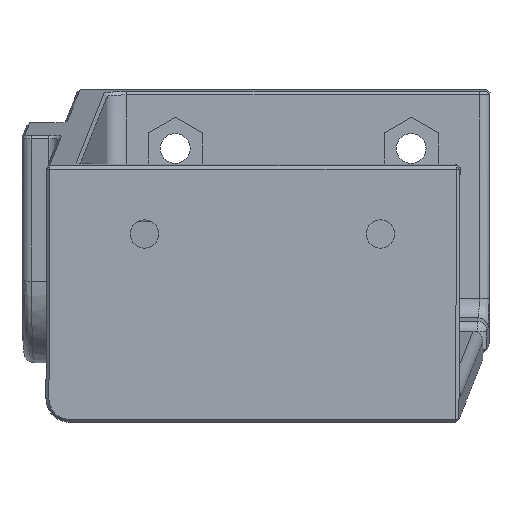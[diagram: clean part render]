
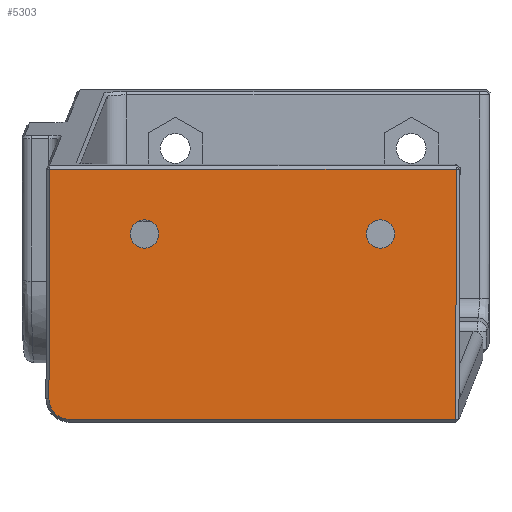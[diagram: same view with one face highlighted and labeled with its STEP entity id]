
A CAD part, front view. The second image highlights one B-rep face of the part: STEP entity #5303.
In plain terms, the highlighted planar face has unit normal (0, -1, 0).
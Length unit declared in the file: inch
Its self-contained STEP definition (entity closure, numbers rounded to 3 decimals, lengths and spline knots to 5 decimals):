
#82 = ORIENTED_EDGE ( 'NONE', *, *, #5608, .F. ) ;
#223 = ORIENTED_EDGE ( 'NONE', *, *, #8707, .T. ) ;
#456 = LINE ( 'NONE', #10406, #5697 ) ;
#586 = VERTEX_POINT ( 'NONE', #7169 ) ;
#776 = CIRCLE ( 'NONE', #10323, 0.09 ) ;
#909 = DIRECTION ( 'NONE',  ( -1., 0., 0. ) ) ;
#915 = CARTESIAN_POINT ( 'NONE',  ( 13.55148, 240.2, 127.83757 ) ) ;
#922 = VERTEX_POINT ( 'NONE', #7825 ) ;
#1194 = FACE_BOUND ( 'NONE', #3607, .T. ) ;
#1204 = CARTESIAN_POINT ( 'NONE',  ( 14.24891, 240.2, 128.88551 ) ) ;
#1221 = LINE ( 'NONE', #3706, #10557 ) ;
#1311 = EDGE_CURVE ( 'NONE', #5916, #2189, #9416, .T. ) ;
#1355 = DIRECTION ( 'NONE',  ( 0., 1., 0. ) ) ;
#1398 = DIRECTION ( 'NONE',  ( 1., 0., 0. ) ) ;
#1687 = CARTESIAN_POINT ( 'NONE',  ( 15.56891, 240.2, 128.88551 ) ) ;
#1710 = ORIENTED_EDGE ( 'NONE', *, *, #10174, .T. ) ;
#1711 = CIRCLE ( 'NONE', #7869, 0.09 ) ;
#1734 = LINE ( 'NONE', #6754, #4888 ) ;
#1795 = CIRCLE ( 'NONE', #5337, 0.09 ) ;
#1813 = VECTOR ( 'NONE', #6909, 39.37008 ) ;
#2107 = DIRECTION ( 'NONE',  ( 1., 0., 0. ) ) ;
#2136 = VERTEX_POINT ( 'NONE', #9762 ) ;
#2174 = ORIENTED_EDGE ( 'NONE', *, *, #2941, .F. ) ;
#2189 = VERTEX_POINT ( 'NONE', #8091 ) ;
#2388 = ORIENTED_EDGE ( 'NONE', *, *, #7304, .T. ) ;
#2408 = VERTEX_POINT ( 'NONE', #1687 ) ;
#2834 = DIRECTION ( 'NONE',  ( 0., 1., 0. ) ) ;
#2935 = CARTESIAN_POINT ( 'NONE',  ( 14.15891, 240.2, 128.88551 ) ) ;
#2941 = EDGE_CURVE ( 'NONE', #4274, #2136, #1221, .T. ) ;
#2966 = ORIENTED_EDGE ( 'NONE', *, *, #7530, .T. ) ;
#3150 = DIRECTION ( 'NONE',  ( 1., 0., 0. ) ) ;
#3193 = B_SPLINE_CURVE_WITH_KNOTS ( 'NONE', 3,
 ( #8584, #5010, #8361, #9316, #915 ),
 .UNSPECIFIED., .F., .F.,
 ( 4, 1, 4 ),
 ( 0., 0.00222, 0.00517 ),
 .UNSPECIFIED. ) ;
#3206 = CARTESIAN_POINT ( 'NONE',  ( 13.53477, 240.2, 129.31679 ) ) ;
#3556 = CARTESIAN_POINT ( 'NONE',  ( 13.55149, 240.2, 127.83831 ) ) ;
#3595 = CARTESIAN_POINT ( 'NONE',  ( 14.06891, 240.2, 128.88551 ) ) ;
#3607 = EDGE_LOOP ( 'NONE', ( #4237, #223 ) ) ;
#3655 = DIRECTION ( 'NONE',  ( 0., 1., 0. ) ) ;
#3706 = CARTESIAN_POINT ( 'NONE',  ( 13.53314, 240.2, 127.70691 ) ) ;
#4118 = VERTEX_POINT ( 'NONE', #7130 ) ;
#4237 = ORIENTED_EDGE ( 'NONE', *, *, #10116, .T. ) ;
#4274 = VERTEX_POINT ( 'NONE', #6250 ) ;
#4503 = FACE_OUTER_BOUND ( 'NONE', #5362, .T. ) ;
#4587 = DIRECTION ( 'NONE',  ( -1., 0., 0. ) ) ;
#4775 = DIRECTION ( 'NONE',  ( 0., -1., 0. ) ) ;
#4806 = CARTESIAN_POINT ( 'NONE',  ( 13.68153, 240.2, 127.70691 ) ) ;
#4813 = VECTOR ( 'NONE', #8148, 39.37008 ) ;
#4888 = VECTOR ( 'NONE', #909, 39.37008 ) ;
#4960 = CARTESIAN_POINT ( 'NONE',  ( 15.65891, 240.2, 128.88551 ) ) ;
#5010 = CARTESIAN_POINT ( 'NONE',  ( 13.65229, 240.2, 127.70691 ) ) ;
#5266 = LINE ( 'NONE', #6940, #10531 ) ;
#5295 = CARTESIAN_POINT ( 'NONE',  ( 13.55148, 240.2, 127.83757 ) ) ;
#5303 = ADVANCED_FACE ( 'NONE', ( #1194, #6267, #4503 ), #7851, .T. ) ;
#5337 = AXIS2_PLACEMENT_3D ( 'NONE', #7828, #3655, #7013 ) ;
#5362 = EDGE_LOOP ( 'NONE', ( #7624, #5754, #7938, #82, #2174, #10319, #1710 ) ) ;
#5374 = EDGE_CURVE ( 'NONE', #4274, #922, #5266, .T. ) ;
#5408 = AXIS2_PLACEMENT_3D ( 'NONE', #4960, #1355, #1398 ) ;
#5608 = EDGE_CURVE ( 'NONE', #2136, #9665, #456, .T. ) ;
#5697 = VECTOR ( 'NONE', #4587, 39.37008 ) ;
#5754 = ORIENTED_EDGE ( 'NONE', *, *, #1311, .F. ) ;
#5822 = EDGE_CURVE ( 'NONE', #586, #2189, #9162, .T. ) ;
#5916 = VERTEX_POINT ( 'NONE', #5295 ) ;
#6213 = EDGE_CURVE ( 'NONE', #9665, #5916, #3193, .T. ) ;
#6250 = CARTESIAN_POINT ( 'NONE',  ( 16.13803, 240.2, 127.70691 ) ) ;
#6267 = FACE_BOUND ( 'NONE', #6446, .T. ) ;
#6446 = EDGE_LOOP ( 'NONE', ( #2388, #2966 ) ) ;
#6754 = CARTESIAN_POINT ( 'NONE',  ( 13.53477, 240.2, 129.29711 ) ) ;
#6815 = CIRCLE ( 'NONE', #5408, 0.09 ) ;
#6909 = DIRECTION ( 'NONE',  ( 0.002, 0., 1. ) ) ;
#6940 = CARTESIAN_POINT ( 'NONE',  ( 16.13803, 240.2, 127.70691 ) ) ;
#7013 = DIRECTION ( 'NONE',  ( 1., 0., 0. ) ) ;
#7130 = CARTESIAN_POINT ( 'NONE',  ( 15.74891, 240.2, 128.88551 ) ) ;
#7169 = CARTESIAN_POINT ( 'NONE',  ( 13.55442, 240.2, 129.29711 ) ) ;
#7304 = EDGE_CURVE ( 'NONE', #10019, #7544, #776, .T. ) ;
#7530 = EDGE_CURVE ( 'NONE', #7544, #10019, #1795, .T. ) ;
#7544 = VERTEX_POINT ( 'NONE', #3595 ) ;
#7555 = CARTESIAN_POINT ( 'NONE',  ( 15.65891, 240.2, 128.88551 ) ) ;
#7624 = ORIENTED_EDGE ( 'NONE', *, *, #5822, .T. ) ;
#7825 = CARTESIAN_POINT ( 'NONE',  ( 16.14123, 240.2, 129.29711 ) ) ;
#7828 = CARTESIAN_POINT ( 'NONE',  ( 14.15891, 240.2, 128.88551 ) ) ;
#7851 = PLANE ( 'NONE',  #8561 ) ;
#7869 = AXIS2_PLACEMENT_3D ( 'NONE', #7555, #10755, #3150 ) ;
#7938 = ORIENTED_EDGE ( 'NONE', *, *, #6213, .F. ) ;
#8091 = CARTESIAN_POINT ( 'NONE',  ( 13.55149, 240.2, 127.83905 ) ) ;
#8148 = DIRECTION ( 'NONE',  ( -0.002, 0., -1. ) ) ;
#8361 = CARTESIAN_POINT ( 'NONE',  ( 13.58405, 240.2, 127.73081 ) ) ;
#8561 = AXIS2_PLACEMENT_3D ( 'NONE', #3206, #4775, #9867 ) ;
#8584 = CARTESIAN_POINT ( 'NONE',  ( 13.68153, 240.2, 127.70691 ) ) ;
#8707 = EDGE_CURVE ( 'NONE', #2408, #4118, #1711, .T. ) ;
#9104 = CARTESIAN_POINT ( 'NONE',  ( 13.55442, 240.2, 129.29711 ) ) ;
#9162 = LINE ( 'NONE', #9104, #4813 ) ;
#9316 = CARTESIAN_POINT ( 'NONE',  ( 13.55141, 240.2, 127.79845 ) ) ;
#9416 = LINE ( 'NONE', #3556, #1813 ) ;
#9561 = DIRECTION ( 'NONE',  ( -1., 0., 0. ) ) ;
#9665 = VERTEX_POINT ( 'NONE', #4806 ) ;
#9762 = CARTESIAN_POINT ( 'NONE',  ( 13.68212, 240.2, 127.70691 ) ) ;
#9867 = DIRECTION ( 'NONE',  ( 1., 0., 0. ) ) ;
#10019 = VERTEX_POINT ( 'NONE', #1204 ) ;
#10116 = EDGE_CURVE ( 'NONE', #4118, #2408, #6815, .T. ) ;
#10174 = EDGE_CURVE ( 'NONE', #922, #586, #1734, .T. ) ;
#10319 = ORIENTED_EDGE ( 'NONE', *, *, #5374, .T. ) ;
#10323 = AXIS2_PLACEMENT_3D ( 'NONE', #2935, #2834, #2107 ) ;
#10406 = CARTESIAN_POINT ( 'NONE',  ( 13.68182, 240.2, 127.70691 ) ) ;
#10531 = VECTOR ( 'NONE', #10919, 39.37008 ) ;
#10557 = VECTOR ( 'NONE', #9561, 39.37008 ) ;
#10755 = DIRECTION ( 'NONE',  ( 0., 1., 0. ) ) ;
#10919 = DIRECTION ( 'NONE',  ( 0.002, 0., 1. ) ) ;
